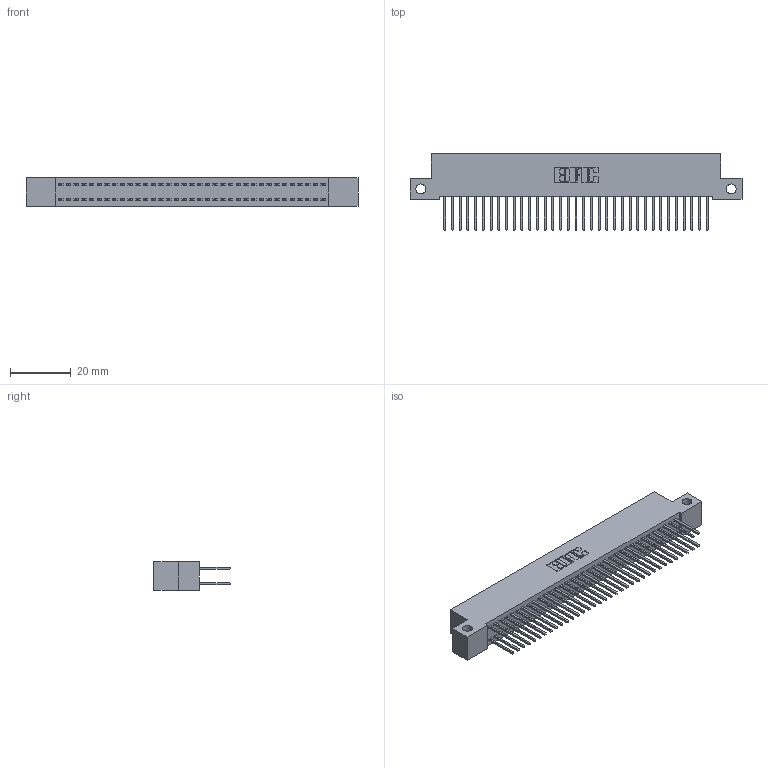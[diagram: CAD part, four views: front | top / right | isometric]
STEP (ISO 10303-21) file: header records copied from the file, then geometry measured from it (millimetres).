
FILE_DESCRIPTION (( 'STEP AP203' ), '1' );
FILE_NAME ('342-070-523-212.STEP', '2019-10-03T15:57:29', ( '' ), ( '' ), 'SwSTEP 2.0', 'SolidWorks 2016', '' );
FILE_SCHEMA (( 'CONFIG_CONTROL_DESIGN' ));
Length unit declared in the file: inch
Products named in the file (3): 342 Part_Side Mount; 345-292-001_345-293-123; 342-070-523-212
Assembly tree (71 placements, depth 2):
  342-070-523-212
    342 Part_Side Mount
    345-292-001_345-293-123  x70
Bounding box: 109.22 x 25.15 x 9.4 mm (x, y, z)
Volume: 9849.8 mm3; surface area: 16311.2 mm2
Topology: 71 solids, 71 shells, 3750 faces, 11149 edges, 7338 vertices
Faces by surface type: plane 2586, cylinder 1164
Entity records: 23311 total; most frequent: CARTESIAN_POINT 3870, ORIENTED_EDGE 3806, DIRECTION 3319, EDGE_CURVE 1903, LINE 1775, VECTOR 1775, VERTEX_POINT 1266, AXIS2_PLACEMENT_3D 772
